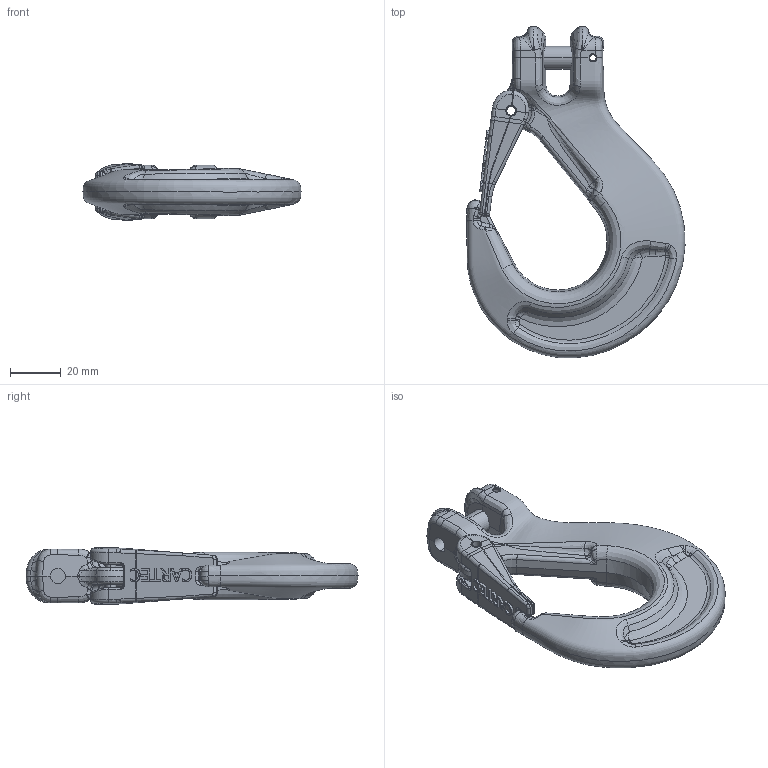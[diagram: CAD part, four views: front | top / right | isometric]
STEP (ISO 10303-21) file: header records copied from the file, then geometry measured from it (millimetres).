
FILE_DESCRIPTION(('STEP AP214'),'1');
FILE_NAME('cb_08.stp','2017-10-18T13:38:38',('TraceParts'),('TraceParts S.A.'),'Spatial InterOp 3D',' ',' ');
FILE_SCHEMA(('automotive_design'));
Length unit declared in the file: millimetre
Products named in the file (5): cb_08_1; cb_08_2; cb_08_3; cb_08_4; cb_08_5
Bounding box: 85.6 x 130.31 x 22 mm (x, y, z)
Volume: 67123.1 mm3; surface area: 21997.4 mm2
Topology: 5 solids, 5 shells, 857 faces, 2143 edges, 1252 vertices
Faces by surface type: bspline 432, cylinder 163, plane 157, torus 49, cone 40, sphere 16
Entity records: 115229 total; most frequent: CARTESIAN_POINT 90514, ORIENTED_EDGE 4198, DIRECTION 3113, EDGE_CURVE 2099, AXIS2_PLACEMENT_3D 1259, VERTEX_POINT 1252, EDGE_LOOP 875, STYLED_ITEM 862
